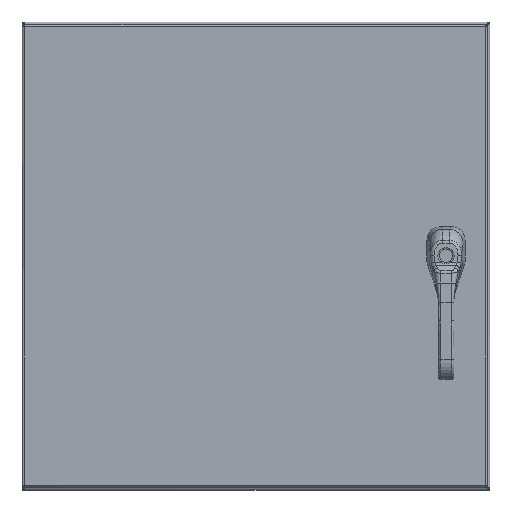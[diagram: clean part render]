
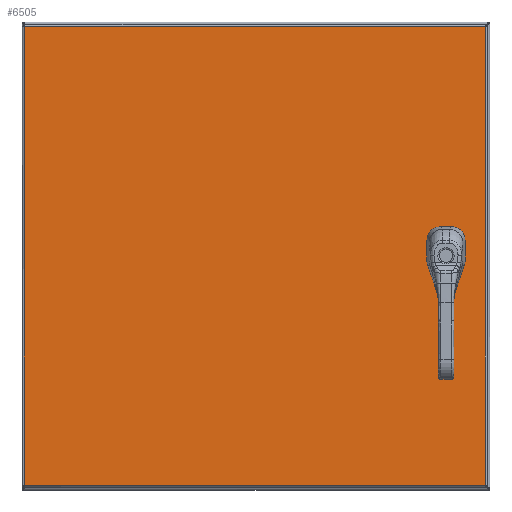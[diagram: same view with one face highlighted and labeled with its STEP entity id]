
A CAD part, top view. The second image highlights one B-rep face of the part: STEP entity #6505.
In plain terms, the highlighted face is planar.
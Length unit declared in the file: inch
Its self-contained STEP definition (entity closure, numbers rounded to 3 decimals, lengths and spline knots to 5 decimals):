
#4896=CARTESIAN_POINT('',(2.33762,12.275,0.0));
#4897=VERTEX_POINT('',#4896);
#4904=CARTESIAN_POINT('',(2.525,12.08762,0.0));
#4905=VERTEX_POINT('',#4904);
#4906=CARTESIAN_POINT('',(2.125,11.875,0.0));
#4907=DIRECTION('',(0.0,0.0,1.0));
#4908=DIRECTION('',(-0.469,-0.883,0.0));
#4909=AXIS2_PLACEMENT_3D('',#4906,#4907,#4908);
#4910=CIRCLE('',#4909,0.453);
#4911=EDGE_CURVE('',#4905,#4897,#4910,.T.);
#4936=CARTESIAN_POINT('',(2.525,11.66238,0.0));
#4937=VERTEX_POINT('',#4936);
#4938=CARTESIAN_POINT('',(2.525,11.66238,0.0));
#4939=DIRECTION('',(0.0,1.0,0.0));
#4940=VECTOR('',#4939,0.42525);
#4941=LINE('',#4938,#4940);
#4942=EDGE_CURVE('',#4937,#4905,#4941,.T.);
#4968=CARTESIAN_POINT('',(2.33762,11.475,0.0));
#4969=VERTEX_POINT('',#4968);
#4970=CARTESIAN_POINT('',(2.125,11.875,0.0));
#4971=DIRECTION('',(0.0,0.0,1.0));
#4972=DIRECTION('',(-0.883,0.469,0.0));
#4973=AXIS2_PLACEMENT_3D('',#4970,#4971,#4972);
#4974=CIRCLE('',#4973,0.453);
#4975=EDGE_CURVE('',#4969,#4937,#4974,.T.);
#5000=CARTESIAN_POINT('',(1.91238,11.475,0.0));
#5001=VERTEX_POINT('',#5000);
#5002=CARTESIAN_POINT('',(1.91238,11.475,0.0));
#5003=DIRECTION('',(1.0,0.0,0.0));
#5004=VECTOR('',#5003,0.42525);
#5005=LINE('',#5002,#5004);
#5006=EDGE_CURVE('',#5001,#4969,#5005,.T.);
#5032=CARTESIAN_POINT('',(1.725,11.66238,0.0));
#5033=VERTEX_POINT('',#5032);
#5034=CARTESIAN_POINT('',(2.125,11.875,0.0));
#5035=DIRECTION('',(0.0,0.0,1.0));
#5036=DIRECTION('',(0.469,0.883,0.0));
#5037=AXIS2_PLACEMENT_3D('',#5034,#5035,#5036);
#5038=CIRCLE('',#5037,0.453);
#5039=EDGE_CURVE('',#5033,#5001,#5038,.T.);
#5064=CARTESIAN_POINT('',(1.725,12.08762,0.0));
#5065=VERTEX_POINT('',#5064);
#5066=CARTESIAN_POINT('',(1.725,12.08762,0.0));
#5067=DIRECTION('',(0.0,-1.0,0.0));
#5068=VECTOR('',#5067,0.42525);
#5069=LINE('',#5066,#5068);
#5070=EDGE_CURVE('',#5065,#5033,#5069,.T.);
#5096=CARTESIAN_POINT('',(1.91238,12.275,0.0));
#5097=VERTEX_POINT('',#5096);
#5098=CARTESIAN_POINT('',(2.125,11.875,0.0));
#5099=DIRECTION('',(0.0,0.0,1.0));
#5100=DIRECTION('',(0.883,-0.469,0.0));
#5101=AXIS2_PLACEMENT_3D('',#5098,#5099,#5100);
#5102=CIRCLE('',#5101,0.453);
#5103=EDGE_CURVE('',#5097,#5065,#5102,.T.);
#5126=CARTESIAN_POINT('',(2.33762,12.275,0.0));
#5127=DIRECTION('',(-1.0,0.0,0.0));
#5128=VECTOR('',#5127,0.42525);
#5129=LINE('',#5126,#5128);
#5130=EDGE_CURVE('',#4897,#5097,#5129,.T.);
#5525=CARTESIAN_POINT('',(23.76975,0.10525,0.));
#5526=VERTEX_POINT('',#5525);
#5537=CARTESIAN_POINT('',(23.76975,23.64475,0.));
#5538=VERTEX_POINT('',#5537);
#5539=CARTESIAN_POINT('',(23.76975,23.64475,0.0));
#5540=DIRECTION('',(0.0,-1.0,0.0));
#5541=VECTOR('',#5540,23.5395);
#5542=LINE('',#5539,#5541);
#5543=EDGE_CURVE('',#5538,#5526,#5542,.T.);
#5695=CARTESIAN_POINT('',(0.10525,0.10525,0.));
#5696=VERTEX_POINT('',#5695);
#5707=CARTESIAN_POINT('',(23.76975,0.10525,0.0));
#5708=DIRECTION('',(-1.0,0.0,0.0));
#5709=VECTOR('',#5708,23.6645);
#5710=LINE('',#5707,#5709);
#5711=EDGE_CURVE('',#5526,#5696,#5710,.T.);
#5966=CARTESIAN_POINT('',(0.10525,23.64475,0.));
#5967=VERTEX_POINT('',#5966);
#5978=CARTESIAN_POINT('',(0.10525,0.10525,0.0));
#5979=DIRECTION('',(0.0,1.0,0.0));
#5980=VECTOR('',#5979,23.5395);
#5981=LINE('',#5978,#5980);
#5982=EDGE_CURVE('',#5696,#5967,#5981,.T.);
#6247=CARTESIAN_POINT('',(0.10525,23.64475,0.0));
#6248=DIRECTION('',(1.0,0.0,0.0));
#6249=VECTOR('',#6248,23.6645);
#6250=LINE('',#6247,#6249);
#6251=EDGE_CURVE('',#5967,#5538,#6250,.T.);
#6484=CARTESIAN_POINT('',(11.9375,11.875,0.0));
#6485=DIRECTION('',(0.0,0.0,1.0));
#6486=DIRECTION('',(1.0,0.0,0.0));
#6487=AXIS2_PLACEMENT_3D('',#6484,#6485,#6486);
#6488=PLANE('',#6487);
#6489=ORIENTED_EDGE('',*,*,#5543,.T.);
#6490=ORIENTED_EDGE('',*,*,#5711,.T.);
#6491=ORIENTED_EDGE('',*,*,#5982,.T.);
#6492=ORIENTED_EDGE('',*,*,#6251,.T.);
#6493=EDGE_LOOP('',(#6489,#6490,#6491,#6492));
#6494=FACE_OUTER_BOUND('',#6493,.T.);
#6495=ORIENTED_EDGE('',*,*,#4911,.T.);
#6496=ORIENTED_EDGE('',*,*,#5130,.T.);
#6497=ORIENTED_EDGE('',*,*,#5103,.T.);
#6498=ORIENTED_EDGE('',*,*,#5070,.T.);
#6499=ORIENTED_EDGE('',*,*,#5039,.T.);
#6500=ORIENTED_EDGE('',*,*,#5006,.T.);
#6501=ORIENTED_EDGE('',*,*,#4975,.T.);
#6502=ORIENTED_EDGE('',*,*,#4942,.T.);
#6503=EDGE_LOOP('',(#6495,#6496,#6497,#6498,#6499,#6500,#6501,#6502));
#6504=FACE_BOUND('',#6503,.T.);
#6505=ADVANCED_FACE('',(#6494,#6504),#6488,.F.);
